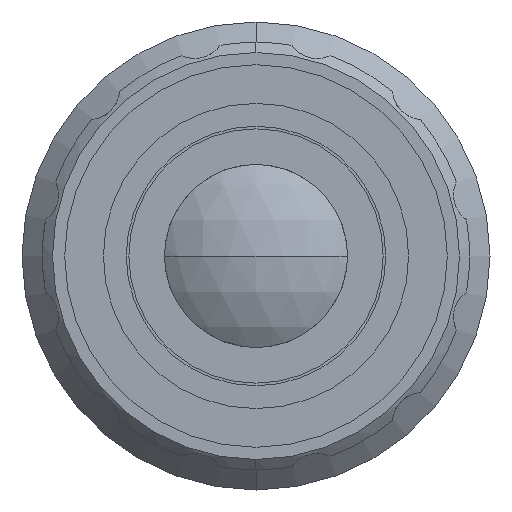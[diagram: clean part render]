
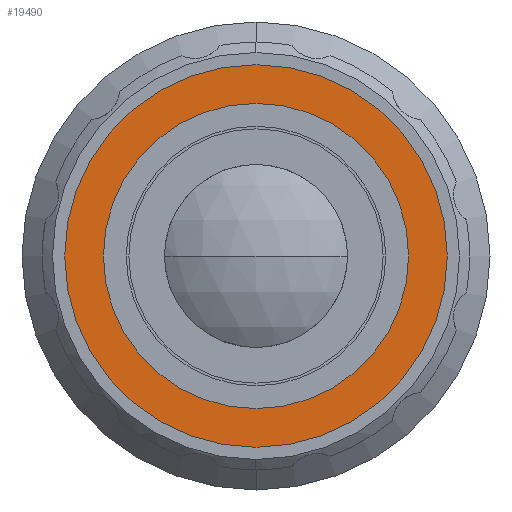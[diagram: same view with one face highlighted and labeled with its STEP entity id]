
A CAD part, left-side view. The second image highlights one B-rep face of the part: STEP entity #19490.
In plain terms, the highlighted planar face has unit normal (-1, 0, 0).
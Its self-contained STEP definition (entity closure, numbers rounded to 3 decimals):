
#735 = CIRCLE ( 'NONE', #21566, 14.5 ) ;
#1056 = DIRECTION ( 'NONE',  ( -1., 0., 0. ) ) ;
#2253 = CARTESIAN_POINT ( 'NONE',  ( -43.75, 0., 0. ) ) ;
#2840 = CIRCLE ( 'NONE', #5112, 18.8 ) ;
#2854 = AXIS2_PLACEMENT_3D ( 'NONE', #9046, #20946, #10754 ) ;
#3948 = DIRECTION ( 'NONE',  ( 0., 0., 1. ) ) ;
#4499 = EDGE_LOOP ( 'NONE', ( #20512, #8278 ) ) ;
#4675 = EDGE_CURVE ( 'NONE', #6900, #10509, #2840, .T. ) ;
#5112 = AXIS2_PLACEMENT_3D ( 'NONE', #18451, #8232, #20154 ) ;
#5118 = AXIS2_PLACEMENT_3D ( 'NONE', #2253, #14189, #3948 ) ;
#6900 = VERTEX_POINT ( 'NONE', #14524 ) ;
#7745 = AXIS2_PLACEMENT_3D ( 'NONE', #10520, #19099, #8883 ) ;
#7973 = EDGE_CURVE ( 'NONE', #8657, #9482, #735, .T. ) ;
#8232 = DIRECTION ( 'NONE',  ( -1., 0., 0. ) ) ;
#8278 = ORIENTED_EDGE ( 'NONE', *, *, #14817, .T. ) ;
#8657 = VERTEX_POINT ( 'NONE', #11464 ) ;
#8883 = DIRECTION ( 'NONE',  ( 0., 0., -1. ) ) ;
#9022 = ORIENTED_EDGE ( 'NONE', *, *, #7973, .F. ) ;
#9046 = CARTESIAN_POINT ( 'NONE',  ( -43.75, 0., 0. ) ) ;
#9172 = ORIENTED_EDGE ( 'NONE', *, *, #14814, .F. ) ;
#9482 = VERTEX_POINT ( 'NONE', #20535 ) ;
#10429 = CARTESIAN_POINT ( 'NONE',  ( -43.75, 0., -18.8 ) ) ;
#10509 = VERTEX_POINT ( 'NONE', #10429 ) ;
#10520 = CARTESIAN_POINT ( 'NONE',  ( -43.75, 15., 0. ) ) ;
#10534 = FACE_OUTER_BOUND ( 'NONE', #4499, .T. ) ;
#10754 = DIRECTION ( 'NONE',  ( 0., 0., 1. ) ) ;
#11256 = CARTESIAN_POINT ( 'NONE',  ( -43.75, 0., 0. ) ) ;
#11464 = CARTESIAN_POINT ( 'NONE',  ( -43.75, 0., -14.5 ) ) ;
#12974 = DIRECTION ( 'NONE',  ( 0., 0., 1. ) ) ;
#13717 = EDGE_LOOP ( 'NONE', ( #9172, #9022 ) ) ;
#14189 = DIRECTION ( 'NONE',  ( -1., 0., 0. ) ) ;
#14524 = CARTESIAN_POINT ( 'NONE',  ( -43.75, 0., 18.8 ) ) ;
#14814 = EDGE_CURVE ( 'NONE', #9482, #8657, #16427, .T. ) ;
#14817 = EDGE_CURVE ( 'NONE', #10509, #6900, #20925, .T. ) ;
#15607 = PLANE ( 'NONE',  #7745 ) ;
#16427 = CIRCLE ( 'NONE', #2854, 14.5 ) ;
#18451 = CARTESIAN_POINT ( 'NONE',  ( -43.75, 0., 0. ) ) ;
#18545 = FACE_BOUND ( 'NONE', #13717, .T. ) ;
#19099 = DIRECTION ( 'NONE',  ( 1., 0., 0. ) ) ;
#19490 = ADVANCED_FACE ( 'NONE', ( #10534, #18545 ), #15607, .F. ) ;
#20154 = DIRECTION ( 'NONE',  ( 0., 0., 1. ) ) ;
#20512 = ORIENTED_EDGE ( 'NONE', *, *, #4675, .T. ) ;
#20535 = CARTESIAN_POINT ( 'NONE',  ( -43.75, 0., 14.5 ) ) ;
#20925 = CIRCLE ( 'NONE', #5118, 18.8 ) ;
#20946 = DIRECTION ( 'NONE',  ( -1., 0., 0. ) ) ;
#21566 = AXIS2_PLACEMENT_3D ( 'NONE', #11256, #1056, #12974 ) ;
